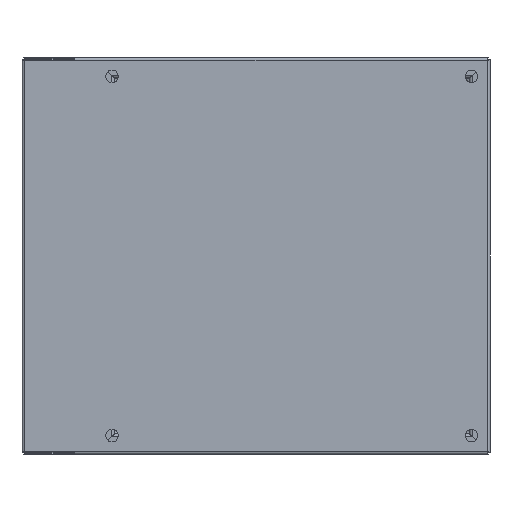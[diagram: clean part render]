
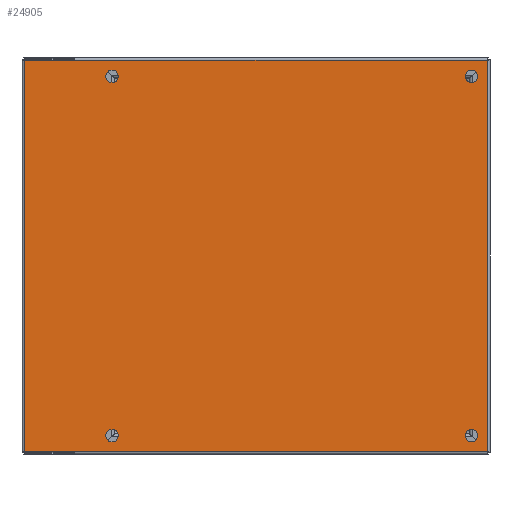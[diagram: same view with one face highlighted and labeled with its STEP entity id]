
A CAD part, left-side view. The second image highlights one B-rep face of the part: STEP entity #24905.
In plain terms, the highlighted face is planar.
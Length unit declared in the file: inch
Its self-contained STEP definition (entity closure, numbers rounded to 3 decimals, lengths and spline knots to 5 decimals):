
#507 = AXIS2_PLACEMENT_3D ( 'NONE', #2282, #13576, #19582 ) ;
#537 = VERTEX_POINT ( 'NONE', #35999 ) ;
#1005 = FACE_BOUND ( 'NONE', #18042, .T. ) ;
#1222 = EDGE_CURVE ( 'NONE', #32609, #11564, #31744, .T. ) ;
#1615 = LINE ( 'NONE', #5522, #3472 ) ;
#1855 = CARTESIAN_POINT ( 'NONE',  ( 7.5, 0., -8.699 ) ) ;
#1857 = VERTEX_POINT ( 'NONE', #9244 ) ;
#1910 = VERTEX_POINT ( 'NONE', #33484 ) ;
#1959 = EDGE_CURVE ( 'NONE', #27860, #4657, #33589, .T. ) ;
#2282 = CARTESIAN_POINT ( 'NONE',  ( -7.25, 0., -8.699 ) ) ;
#2586 = DIRECTION ( 'NONE',  ( 0., -1., 0. ) ) ;
#2671 = VERTEX_POINT ( 'NONE', #17220 ) ;
#2787 = AXIS2_PLACEMENT_3D ( 'NONE', #31432, #34406, #25824 ) ;
#2847 = CARTESIAN_POINT ( 'NONE',  ( -7.25, 0., 5.801 ) ) ;
#3472 = VECTOR ( 'NONE', #11347, 39.37008 ) ;
#3483 = CARTESIAN_POINT ( 'NONE',  ( -7.892, 0., -9.341 ) ) ;
#4318 = CARTESIAN_POINT ( 'NONE',  ( -7.25, 0., 5.801 ) ) ;
#4657 = VERTEX_POINT ( 'NONE', #9241 ) ;
#4712 = FACE_BOUND ( 'NONE', #30847, .T. ) ;
#5154 = EDGE_CURVE ( 'NONE', #22394, #22463, #13296, .T. ) ;
#5382 = CARTESIAN_POINT ( 'NONE',  ( 7.5, 0., 5.801 ) ) ;
#5522 = CARTESIAN_POINT ( 'NONE',  ( 7.892, 0., 0. ) ) ;
#5610 = DIRECTION ( 'NONE',  ( -1., 0., 0. ) ) ;
#5788 = EDGE_CURVE ( 'NONE', #22463, #25863, #17872, .T. ) ;
#6466 = CIRCLE ( 'NONE', #2787, 0.25 ) ;
#6533 = DIRECTION ( 'NONE',  ( 0., -1., 0. ) ) ;
#7330 = DIRECTION ( 'NONE',  ( -1., 0., 0. ) ) ;
#8248 = EDGE_CURVE ( 'NONE', #1857, #1910, #15536, .T. ) ;
#8806 = AXIS2_PLACEMENT_3D ( 'NONE', #2847, #2586, #5610 ) ;
#9241 = CARTESIAN_POINT ( 'NONE',  ( 7., 0., -8.699 ) ) ;
#9244 = CARTESIAN_POINT ( 'NONE',  ( -7.5, 0., -8.699 ) ) ;
#10339 = EDGE_LOOP ( 'NONE', ( #13073, #18439 ) ) ;
#10921 = DIRECTION ( 'NONE',  ( 1., 0., 0. ) ) ;
#10961 = VECTOR ( 'NONE', #13731, 39.37008 ) ;
#11347 = DIRECTION ( 'NONE',  ( 0., 0., -1. ) ) ;
#11422 = EDGE_CURVE ( 'NONE', #4657, #27860, #6466, .T. ) ;
#11496 = VERTEX_POINT ( 'NONE', #17440 ) ;
#11564 = VERTEX_POINT ( 'NONE', #5382 ) ;
#11687 = FACE_BOUND ( 'NONE', #10339, .T. ) ;
#13073 = ORIENTED_EDGE ( 'NONE', *, *, #1222, .T. ) ;
#13296 = LINE ( 'NONE', #22864, #10961 ) ;
#13450 = AXIS2_PLACEMENT_3D ( 'NONE', #17090, #29102, #29360 ) ;
#13543 = FACE_BOUND ( 'NONE', #28813, .T. ) ;
#13576 = DIRECTION ( 'NONE',  ( 0., -1., 0. ) ) ;
#13662 = CARTESIAN_POINT ( 'NONE',  ( 0., 0., 9.32559 ) ) ;
#13731 = DIRECTION ( 'NONE',  ( -1., 0., 0. ) ) ;
#14188 = DIRECTION ( 'NONE',  ( 0., -1., 0. ) ) ;
#14676 = CARTESIAN_POINT ( 'NONE',  ( -7.892, 0., 0. ) ) ;
#15329 = CARTESIAN_POINT ( 'NONE',  ( 7.892, 0., -9.341 ) ) ;
#15380 = ORIENTED_EDGE ( 'NONE', *, *, #37221, .T. ) ;
#15536 = CIRCLE ( 'NONE', #507, 0.25 ) ;
#16059 = DIRECTION ( 'NONE',  ( -1., 0., 0. ) ) ;
#17090 = CARTESIAN_POINT ( 'NONE',  ( 7.25, 0., 5.801 ) ) ;
#17220 = CARTESIAN_POINT ( 'NONE',  ( 7.892, 0., 9.32559 ) ) ;
#17406 = CIRCLE ( 'NONE', #29565, 0.25 ) ;
#17440 = CARTESIAN_POINT ( 'NONE',  ( -7.5, 0., 5.801 ) ) ;
#17872 = LINE ( 'NONE', #14676, #32782 ) ;
#18042 = EDGE_LOOP ( 'NONE', ( #35758, #38621 ) ) ;
#18439 = ORIENTED_EDGE ( 'NONE', *, *, #28683, .T. ) ;
#19582 = DIRECTION ( 'NONE',  ( -1., 0., 0. ) ) ;
#19830 = CARTESIAN_POINT ( 'NONE',  ( -7.892, 0., 9.32559 ) ) ;
#20173 = AXIS2_PLACEMENT_3D ( 'NONE', #20305, #34464, #22023 ) ;
#20305 = CARTESIAN_POINT ( 'NONE',  ( 0., 0., 0. ) ) ;
#20821 = DIRECTION ( 'NONE',  ( 0., 0., 1. ) ) ;
#21069 = CIRCLE ( 'NONE', #27491, 0.25 ) ;
#21588 = CARTESIAN_POINT ( 'NONE',  ( 7., 0., 5.801 ) ) ;
#21740 = ORIENTED_EDGE ( 'NONE', *, *, #11422, .T. ) ;
#22023 = DIRECTION ( 'NONE',  ( -1., 0., 0. ) ) ;
#22049 = CARTESIAN_POINT ( 'NONE',  ( 7.25, 0., 5.801 ) ) ;
#22202 = EDGE_CURVE ( 'NONE', #11496, #537, #26128, .T. ) ;
#22394 = VERTEX_POINT ( 'NONE', #15329 ) ;
#22463 = VERTEX_POINT ( 'NONE', #3483 ) ;
#22864 = CARTESIAN_POINT ( 'NONE',  ( 0., 0., -9.341 ) ) ;
#22867 = FACE_OUTER_BOUND ( 'NONE', #35474, .T. ) ;
#23388 = VECTOR ( 'NONE', #10921, 39.37008 ) ;
#24319 = PLANE ( 'NONE',  #20173 ) ;
#24776 = CIRCLE ( 'NONE', #37198, 0.25 ) ;
#24905 = ADVANCED_FACE ( 'NONE', ( #22867, #4712, #11687, #13543, #1005 ), #24319, .T. ) ;
#25165 = DIRECTION ( 'NONE',  ( 0., -1., 0. ) ) ;
#25824 = DIRECTION ( 'NONE',  ( -1., 0., 0. ) ) ;
#25863 = VERTEX_POINT ( 'NONE', #19830 ) ;
#26128 = CIRCLE ( 'NONE', #8806, 0.25 ) ;
#26318 = CARTESIAN_POINT ( 'NONE',  ( -7.25, 0., -8.699 ) ) ;
#27364 = CARTESIAN_POINT ( 'NONE',  ( 7.25, 0., -8.699 ) ) ;
#27491 = AXIS2_PLACEMENT_3D ( 'NONE', #4318, #25165, #7330 ) ;
#27694 = DIRECTION ( 'NONE',  ( 0., -1., 0. ) ) ;
#27860 = VERTEX_POINT ( 'NONE', #1855 ) ;
#28046 = AXIS2_PLACEMENT_3D ( 'NONE', #27364, #6533, #30484 ) ;
#28277 = ORIENTED_EDGE ( 'NONE', *, *, #5154, .T. ) ;
#28682 = ORIENTED_EDGE ( 'NONE', *, *, #33849, .T. ) ;
#28683 = EDGE_CURVE ( 'NONE', #11564, #32609, #17406, .T. ) ;
#28813 = EDGE_LOOP ( 'NONE', ( #31010, #33930 ) ) ;
#29102 = DIRECTION ( 'NONE',  ( 0., -1., 0. ) ) ;
#29330 = EDGE_CURVE ( 'NONE', #1910, #1857, #24776, .T. ) ;
#29360 = DIRECTION ( 'NONE',  ( -1., 0., 0. ) ) ;
#29565 = AXIS2_PLACEMENT_3D ( 'NONE', #22049, #27694, #16059 ) ;
#30383 = LINE ( 'NONE', #13662, #23388 ) ;
#30484 = DIRECTION ( 'NONE',  ( -1., 0., 0. ) ) ;
#30847 = EDGE_LOOP ( 'NONE', ( #21740, #33687 ) ) ;
#31010 = ORIENTED_EDGE ( 'NONE', *, *, #22202, .T. ) ;
#31432 = CARTESIAN_POINT ( 'NONE',  ( 7.25, 0., -8.699 ) ) ;
#31744 = CIRCLE ( 'NONE', #13450, 0.25 ) ;
#32609 = VERTEX_POINT ( 'NONE', #21588 ) ;
#32782 = VECTOR ( 'NONE', #20821, 39.37008 ) ;
#33484 = CARTESIAN_POINT ( 'NONE',  ( -7., 0., -8.699 ) ) ;
#33589 = CIRCLE ( 'NONE', #28046, 0.25 ) ;
#33687 = ORIENTED_EDGE ( 'NONE', *, *, #1959, .T. ) ;
#33803 = EDGE_CURVE ( 'NONE', #537, #11496, #21069, .T. ) ;
#33849 = EDGE_CURVE ( 'NONE', #25863, #2671, #30383, .T. ) ;
#33930 = ORIENTED_EDGE ( 'NONE', *, *, #33803, .T. ) ;
#34344 = ORIENTED_EDGE ( 'NONE', *, *, #5788, .T. ) ;
#34406 = DIRECTION ( 'NONE',  ( 0., -1., 0. ) ) ;
#34464 = DIRECTION ( 'NONE',  ( 0., 1., 0. ) ) ;
#35439 = DIRECTION ( 'NONE',  ( -1., 0., 0. ) ) ;
#35474 = EDGE_LOOP ( 'NONE', ( #15380, #28277, #34344, #28682 ) ) ;
#35758 = ORIENTED_EDGE ( 'NONE', *, *, #8248, .T. ) ;
#35999 = CARTESIAN_POINT ( 'NONE',  ( -7., 0., 5.801 ) ) ;
#37198 = AXIS2_PLACEMENT_3D ( 'NONE', #26318, #14188, #35439 ) ;
#37221 = EDGE_CURVE ( 'NONE', #2671, #22394, #1615, .T. ) ;
#38621 = ORIENTED_EDGE ( 'NONE', *, *, #29330, .T. ) ;
